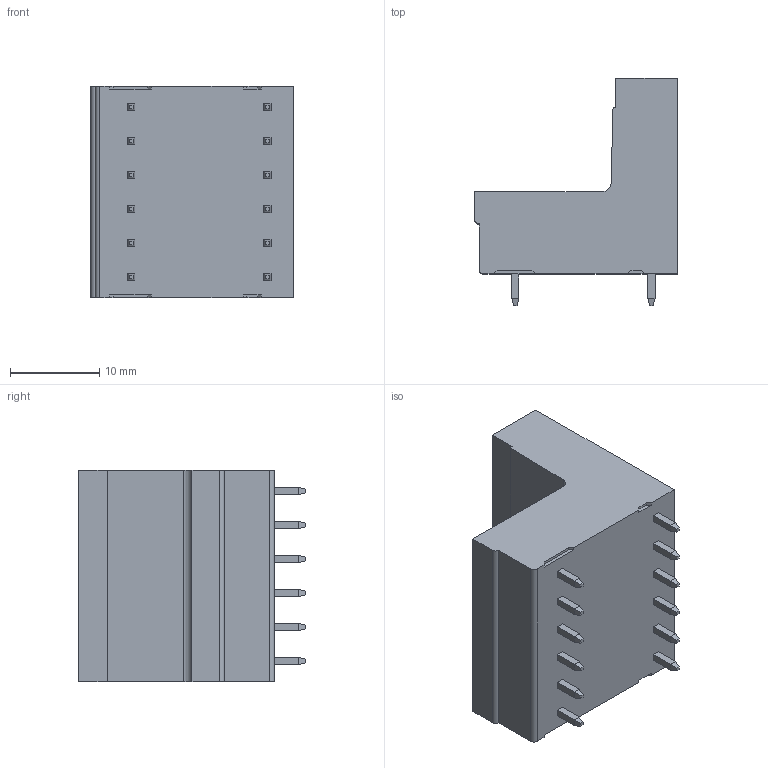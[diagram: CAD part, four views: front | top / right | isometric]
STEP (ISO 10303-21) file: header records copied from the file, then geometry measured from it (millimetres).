
FILE_DESCRIPTION((''),'2;1');
FILE_NAME('TLPHDC-105V-1','2024-09-19T09:32:34',('sheji109'),(''),'CREO PARAMETRIC BY PTC INC, 2018100','CREO PARAMETRIC BY PTC INC, 2018100','');
FILE_SCHEMA(('CONFIG_CONTROL_DESIGN'));
Length unit declared in the file: millimetre
Products named in the file (1): TLPHDC-105V-1
Bounding box: 22.7 x 25.4 x 23.65 mm (x, y, z)
Volume: 5546.8 mm3; surface area: 5931.5 mm2
Topology: 1 solids, 6 shells, 830 faces, 2145 edges, 1370 vertices
Faces by surface type: plane 755, cylinder 57, cone 12, sphere 6
Entity records: 24808 total; most frequent: CARTESIAN_POINT 4554, ORIENTED_EDGE 4278, DIRECTION 3912, EDGE_CURVE 2139, VECTOR 1924, LINE 1924, VERTEX_POINT 1370, AXIS2_PLACEMENT_3D 994
